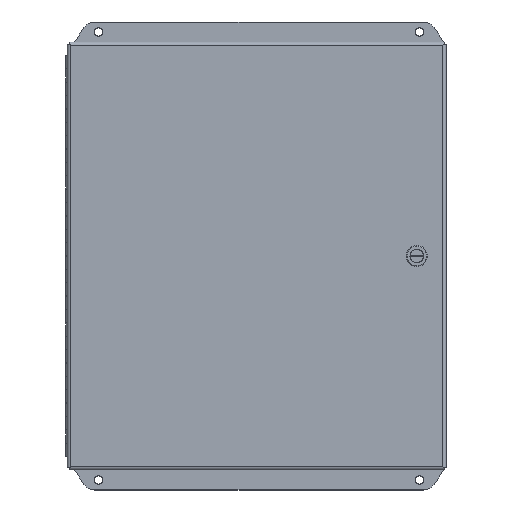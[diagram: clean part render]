
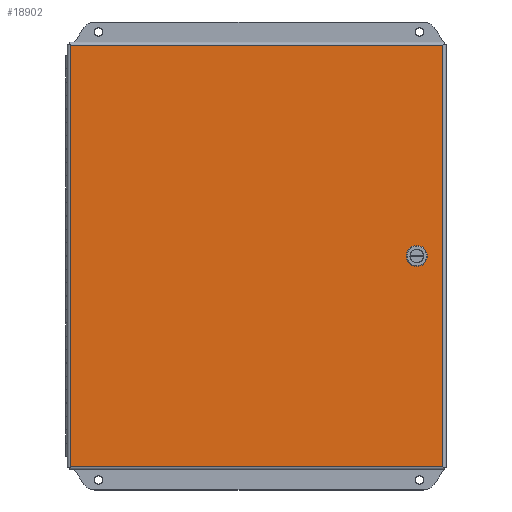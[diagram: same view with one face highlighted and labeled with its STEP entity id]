
A CAD part, front view. The second image highlights one B-rep face of the part: STEP entity #18902.
In plain terms, the highlighted planar face has unit normal (0, -1, 0).
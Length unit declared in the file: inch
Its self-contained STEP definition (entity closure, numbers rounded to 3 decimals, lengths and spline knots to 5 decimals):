
#438 = EDGE_CURVE ( 'NONE', #26860, #12732, #21260, .T. ) ;
#509 = EDGE_CURVE ( 'NONE', #16410, #686, #12183, .T. ) ;
#686 = VERTEX_POINT ( 'NONE', #24106 ) ;
#1012 = CARTESIAN_POINT ( 'NONE',  ( 6.231, -6.61697, 0.07559 ) ) ;
#1496 = LINE ( 'NONE', #18705, #8558 ) ;
#1598 = VECTOR ( 'NONE', #6318, 39.37008 ) ;
#1650 = DIRECTION ( 'NONE',  ( -0.707, 0., -0.707 ) ) ;
#2001 = CARTESIAN_POINT ( 'NONE',  ( 6.231, -6.61697, 0.07559 ) ) ;
#2388 = LINE ( 'NONE', #15619, #24634 ) ;
#2448 = DIRECTION ( 'NONE',  ( 0., 0., -1. ) ) ;
#2670 = VERTEX_POINT ( 'NONE', #13929 ) ;
#2990 = DIRECTION ( 'NONE',  ( 0., 0., -1. ) ) ;
#3273 = DIRECTION ( 'NONE',  ( -0.707, 0., 0.707 ) ) ;
#3349 = VECTOR ( 'NONE', #8329, 39.37008 ) ;
#3938 = CARTESIAN_POINT ( 'NONE',  ( 5.569, -6.61697, 0.07559 ) ) ;
#4296 = ORIENTED_EDGE ( 'NONE', *, *, #438, .T. ) ;
#4647 = EDGE_CURVE ( 'NONE', #18968, #16410, #16203, .T. ) ;
#4715 = CARTESIAN_POINT ( 'NONE',  ( -7.0455, -6.61697, -7.8785 ) ) ;
#5072 = EDGE_CURVE ( 'NONE', #12060, #25753, #25800, .T. ) ;
#5630 = VECTOR ( 'NONE', #3273, 39.37008 ) ;
#6023 = EDGE_CURVE ( 'NONE', #14801, #26860, #2388, .T. ) ;
#6318 = DIRECTION ( 'NONE',  ( 0.707, 0., -0.707 ) ) ;
#6808 = DIRECTION ( 'NONE',  ( 0., 0., 1. ) ) ;
#6914 = VECTOR ( 'NONE', #2448, 39.37008 ) ;
#7086 = LINE ( 'NONE', #24011, #9825 ) ;
#7209 = DIRECTION ( 'NONE',  ( 1., 0., 0. ) ) ;
#7356 = LINE ( 'NONE', #24277, #14489 ) ;
#7481 = ORIENTED_EDGE ( 'NONE', *, *, #10599, .F. ) ;
#7610 = LINE ( 'NONE', #24820, #9173 ) ;
#7644 = CARTESIAN_POINT ( 'NONE',  ( 5.97559, -6.61697, 0.331 ) ) ;
#8039 = CARTESIAN_POINT ( 'NONE',  ( -7.0455, -6.61697, -7.8785 ) ) ;
#8293 = CARTESIAN_POINT ( 'NONE',  ( 6.8785, -6.61697, 7.8785 ) ) ;
#8329 = DIRECTION ( 'NONE',  ( -1., 0., 0. ) ) ;
#8458 = DIRECTION ( 'NONE',  ( 1., 0., 0. ) ) ;
#8544 = LINE ( 'NONE', #2001, #25563 ) ;
#8558 = VECTOR ( 'NONE', #8458, 39.37008 ) ;
#9173 = VECTOR ( 'NONE', #11594, 39.37008 ) ;
#9825 = VECTOR ( 'NONE', #24299, 39.37008 ) ;
#10195 = CARTESIAN_POINT ( 'NONE',  ( -7.0455, -6.61697, 7.8785 ) ) ;
#10349 = EDGE_CURVE ( 'NONE', #12805, #26375, #7086, .T. ) ;
#10599 = EDGE_CURVE ( 'NONE', #686, #2670, #10629, .T. ) ;
#10629 = LINE ( 'NONE', #3938, #26760 ) ;
#10732 = CARTESIAN_POINT ( 'NONE',  ( 5.82441, -6.61697, -0.331 ) ) ;
#11155 = ORIENTED_EDGE ( 'NONE', *, *, #17464, .F. ) ;
#11160 = ORIENTED_EDGE ( 'NONE', *, *, #6023, .T. ) ;
#11403 = FACE_OUTER_BOUND ( 'NONE', #26809, .T. ) ;
#11594 = DIRECTION ( 'NONE',  ( 0., 0., -1. ) ) ;
#11611 = CARTESIAN_POINT ( 'NONE',  ( 6.231, -6.61697, -0.07559 ) ) ;
#12060 = VERTEX_POINT ( 'NONE', #17429 ) ;
#12183 = LINE ( 'NONE', #14449, #3349 ) ;
#12732 = VERTEX_POINT ( 'NONE', #26463 ) ;
#12805 = VERTEX_POINT ( 'NONE', #13375 ) ;
#13375 = CARTESIAN_POINT ( 'NONE',  ( 5.97559, -6.61697, -0.331 ) ) ;
#13929 = CARTESIAN_POINT ( 'NONE',  ( 5.569, -6.61697, 0.07559 ) ) ;
#14086 = CARTESIAN_POINT ( 'NONE',  ( 5.97559, -6.61697, 0.331 ) ) ;
#14301 = VECTOR ( 'NONE', #25126, 39.37008 ) ;
#14449 = CARTESIAN_POINT ( 'NONE',  ( 5.82441, -6.61697, 0.331 ) ) ;
#14489 = VECTOR ( 'NONE', #7209, 39.37008 ) ;
#14801 = VERTEX_POINT ( 'NONE', #20739 ) ;
#14953 = DIRECTION ( 'NONE',  ( 0., 0., 1. ) ) ;
#14977 = ORIENTED_EDGE ( 'NONE', *, *, #509, .F. ) ;
#15516 = FACE_BOUND ( 'NONE', #16289, .T. ) ;
#15619 = CARTESIAN_POINT ( 'NONE',  ( 6.8785, -6.61697, -7.8785 ) ) ;
#16203 = LINE ( 'NONE', #14086, #5630 ) ;
#16289 = EDGE_LOOP ( 'NONE', ( #19151, #22035, #27768, #7481, #14977, #18707, #11155, #19679 ) ) ;
#16410 = VERTEX_POINT ( 'NONE', #7644 ) ;
#16816 = EDGE_CURVE ( 'NONE', #12732, #17992, #7610, .T. ) ;
#17021 = EDGE_CURVE ( 'NONE', #2670, #12060, #21945, .T. ) ;
#17429 = CARTESIAN_POINT ( 'NONE',  ( 5.569, -6.61697, -0.07559 ) ) ;
#17464 = EDGE_CURVE ( 'NONE', #26375, #18968, #8544, .T. ) ;
#17992 = VERTEX_POINT ( 'NONE', #8039 ) ;
#18705 = CARTESIAN_POINT ( 'NONE',  ( 5.97559, -6.61697, -0.331 ) ) ;
#18707 = ORIENTED_EDGE ( 'NONE', *, *, #4647, .F. ) ;
#18902 = ADVANCED_FACE ( 'NONE', ( #15516, #11403 ), #26471, .T. ) ;
#18968 = VERTEX_POINT ( 'NONE', #1012 ) ;
#19151 = ORIENTED_EDGE ( 'NONE', *, *, #25312, .F. ) ;
#19679 = ORIENTED_EDGE ( 'NONE', *, *, #10349, .F. ) ;
#20739 = CARTESIAN_POINT ( 'NONE',  ( 6.8785, -6.61697, -7.8785 ) ) ;
#21260 = LINE ( 'NONE', #10195, #14301 ) ;
#21945 = LINE ( 'NONE', #23673, #6914 ) ;
#22035 = ORIENTED_EDGE ( 'NONE', *, *, #5072, .F. ) ;
#22169 = EDGE_CURVE ( 'NONE', #17992, #14801, #7356, .T. ) ;
#22259 = ORIENTED_EDGE ( 'NONE', *, *, #16816, .T. ) ;
#23673 = CARTESIAN_POINT ( 'NONE',  ( 5.569, -6.61697, -0.07559 ) ) ;
#24011 = CARTESIAN_POINT ( 'NONE',  ( 6.231, -6.61697, -0.07559 ) ) ;
#24106 = CARTESIAN_POINT ( 'NONE',  ( 5.82441, -6.61697, 0.331 ) ) ;
#24277 = CARTESIAN_POINT ( 'NONE',  ( -7.0455, -6.61697, -7.8785 ) ) ;
#24299 = DIRECTION ( 'NONE',  ( 0.707, 0., 0.707 ) ) ;
#24634 = VECTOR ( 'NONE', #6808, 39.37008 ) ;
#24820 = CARTESIAN_POINT ( 'NONE',  ( -7.0455, -6.61697, -7.8785 ) ) ;
#25126 = DIRECTION ( 'NONE',  ( -1., 0., 0. ) ) ;
#25312 = EDGE_CURVE ( 'NONE', #25753, #12805, #1496, .T. ) ;
#25563 = VECTOR ( 'NONE', #14953, 39.37008 ) ;
#25753 = VERTEX_POINT ( 'NONE', #26290 ) ;
#25800 = LINE ( 'NONE', #10732, #1598 ) ;
#26290 = CARTESIAN_POINT ( 'NONE',  ( 5.82441, -6.61697, -0.331 ) ) ;
#26375 = VERTEX_POINT ( 'NONE', #11611 ) ;
#26463 = CARTESIAN_POINT ( 'NONE',  ( -7.0455, -6.61697, 7.8785 ) ) ;
#26471 = PLANE ( 'NONE',  #27884 ) ;
#26614 = DIRECTION ( 'NONE',  ( 0., -1., 0. ) ) ;
#26648 = ORIENTED_EDGE ( 'NONE', *, *, #22169, .T. ) ;
#26760 = VECTOR ( 'NONE', #1650, 39.37008 ) ;
#26809 = EDGE_LOOP ( 'NONE', ( #11160, #4296, #22259, #26648 ) ) ;
#26860 = VERTEX_POINT ( 'NONE', #8293 ) ;
#27768 = ORIENTED_EDGE ( 'NONE', *, *, #17021, .F. ) ;
#27884 = AXIS2_PLACEMENT_3D ( 'NONE', #4715, #26614, #2990 ) ;
